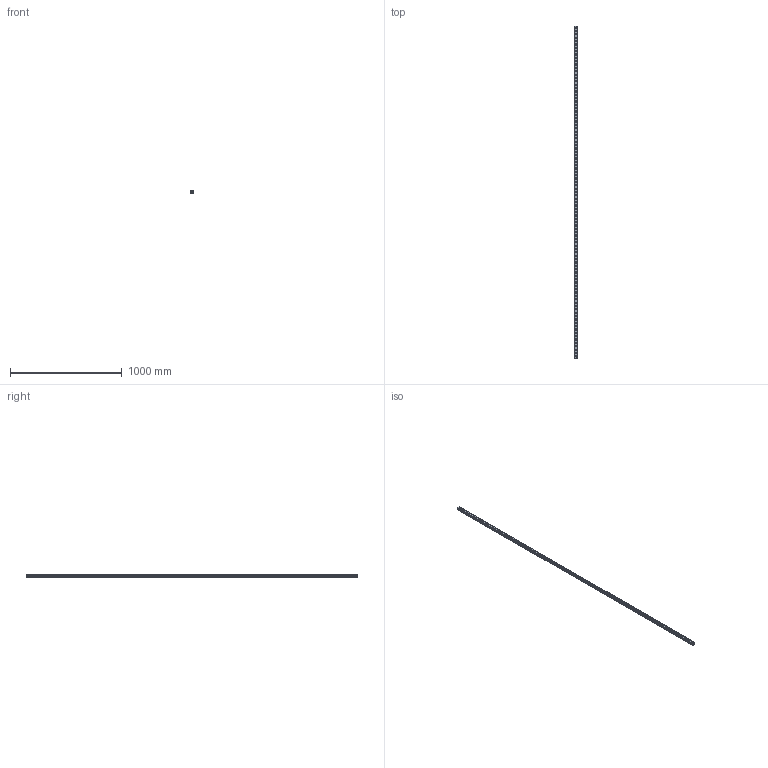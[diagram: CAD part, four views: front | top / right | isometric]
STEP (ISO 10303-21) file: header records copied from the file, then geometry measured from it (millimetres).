
FILE_DESCRIPTION(('STEP AP214'),'1');
FILE_NAME('cctmp_B470CFDC-D6D4-4D34-93DC-9522DB8E2779_2021_03_11_08_36_58_0092..stp','2021-03-11T07:36:59',('HIWIN GmbH'),('CADClick - www.CADClick.com'),'Spatial InterOp 3D',' ','unknown authorization');
FILE_SCHEMA(('AUTOMOTIVE_DESIGN'));
Length unit declared in the file: millimetre
Products named in the file (1): RGR25R2970H_FILE
Bounding box: 23 x 2970 x 23.6 mm (x, y, z)
Volume: 1191023.9 mm3; surface area: 368560.6 mm2
Topology: 1 solids, 1 shells, 1008 faces, 2115 edges, 1410 vertices
Faces by surface type: cylinder 612, plane 396
Entity records: 35611 total; most frequent: DIRECTION 5357, CARTESIAN_POINT 4534, ORIENTED_EDGE 4230, AXIS2_PLACEMENT_3D 2233, EDGE_CURVE 2115, VERTEX_POINT 1410, EDGE_LOOP 1309, CIRCLE 1224
